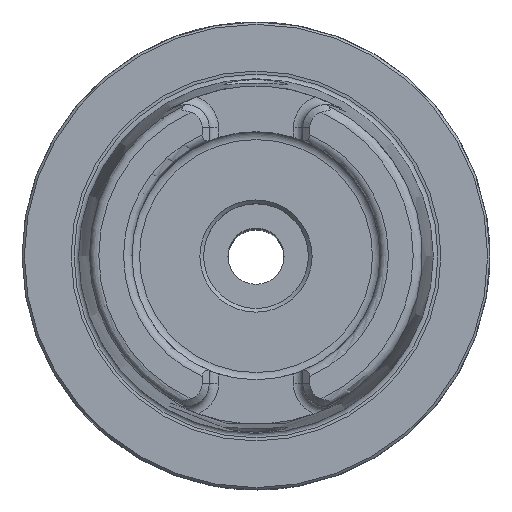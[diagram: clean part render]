
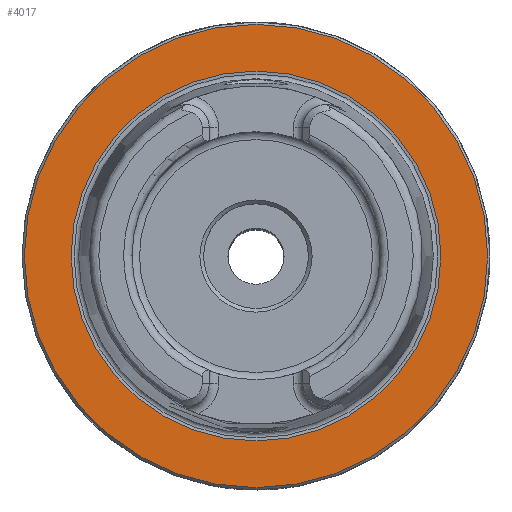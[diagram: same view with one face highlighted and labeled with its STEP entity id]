
A CAD part, top view. The second image highlights one B-rep face of the part: STEP entity #4017.
In plain terms, the highlighted planar face has unit normal (0, 0, 1).
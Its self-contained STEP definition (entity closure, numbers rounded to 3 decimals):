
#326=PLANE('',#4295);
#714=ORIENTED_EDGE('',*,*,#1239,.T.);
#715=ORIENTED_EDGE('',*,*,#1242,.F.);
#1239=EDGE_CURVE('',#1539,#1539,#1756,.T.);
#1242=EDGE_CURVE('',#1542,#1542,#1759,.T.);
#1539=VERTEX_POINT('',#5859);
#1542=VERTEX_POINT('',#5868);
#1756=CIRCLE('',#4290,49.5);
#1759=CIRCLE('',#4296,39.511);
#1987=EDGE_LOOP('',(#714));
#1988=EDGE_LOOP('',(#715));
#2309=FACE_BOUND('',#1987,.T.);
#2310=FACE_BOUND('',#1988,.T.);
#4017=ADVANCED_FACE('',(#2309,#2310),#326,.T.);
#4290=AXIS2_PLACEMENT_3D('',#5858,#4866,#4867);
#4295=AXIS2_PLACEMENT_3D('',#5866,#4876,#4877);
#4296=AXIS2_PLACEMENT_3D('',#5867,#4878,#4879);
#4866=DIRECTION('',(0.,0.,1.));
#4867=DIRECTION('',(1.,0.,0.));
#4876=DIRECTION('',(0.,0.,1.));
#4877=DIRECTION('',(1.,0.,0.));
#4878=DIRECTION('',(0.,0.,1.));
#4879=DIRECTION('',(1.,0.,0.));
#5858=CARTESIAN_POINT('',(0.,0.,200.));
#5859=CARTESIAN_POINT('',(49.5,0.,200.));
#5866=CARTESIAN_POINT('',(49.5,0.,200.));
#5867=CARTESIAN_POINT('',(0.,0.,200.));
#5868=CARTESIAN_POINT('',(39.511,0.,200.));
